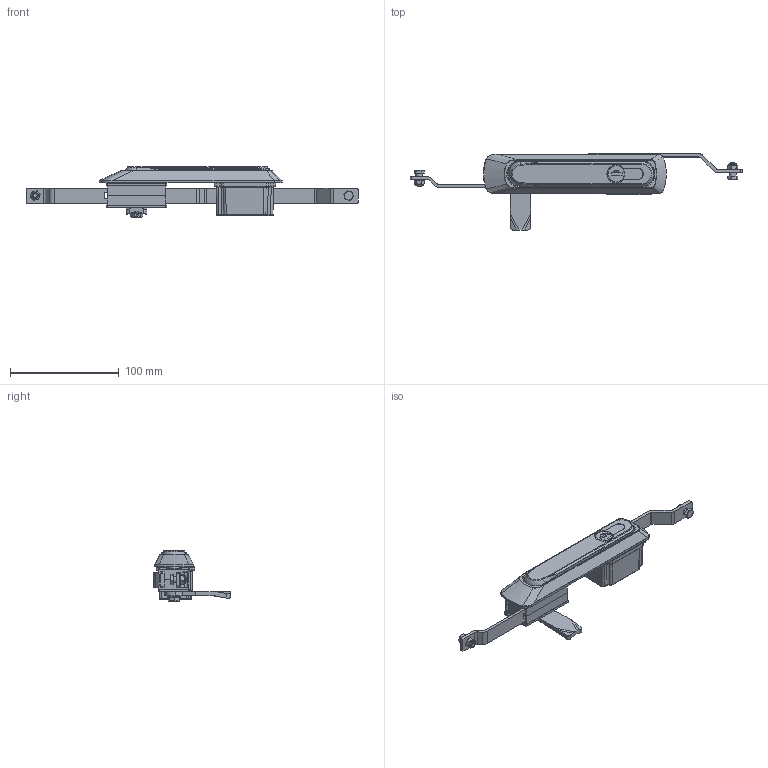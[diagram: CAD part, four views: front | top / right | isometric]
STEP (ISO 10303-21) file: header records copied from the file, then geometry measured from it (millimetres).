
FILE_DESCRIPTION(('STEP AP203'),'1');
FILE_NAME('502.12.12.32.40.step','2018-07-19T11:16:04',(' '),(' '),'Spatial InterOp 3D',' ',' ');
FILE_SCHEMA(('CONFIG_CONTROL_DESIGN'));
Length unit declared in the file: millimetre
Products named in the file (23): 1; 2; 3; 4; 5; 6; 7; 8; 9; 10; 11; 12; 13; 14; 15; 16; 17; 18; 19; 20; 21; 22; 23
Bounding box: 305 x 69.9 x 46.1 mm (x, y, z)
Volume: 107999.6 mm3; surface area: 92692 mm2
Topology: 23 solids, 23 shells, 1880 faces, 4892 edges, 3058 vertices
Faces by surface type: plane 872, cylinder 537, bspline 168, torus 114, cone 84, extrusion 60, sphere 45
Full cylindrical faces by diameter (mm): 3.3 x5, 4 x5, 4.2 x5, 5 x6, 5.2 x1, 5.3 x6, 6 x2, 6.3 x1, 7 x2, 7.4 x2, 7.5 x2, 7.6 x2, 8 x2, 10 x6, 10.4 x4, 12 x1, 12.2 x1, 12.5 x1, 13.85 x2, 14.2 x2, 15 x1, 15.1 x1, 15.6 x1, 15.7 x1, 15.8 x1, 16 x1, 16.1 x2
Entity records: 76062 total; most frequent: CARTESIAN_POINT 30349, ORIENTED_EDGE 9412, DIRECTION 9180, EDGE_CURVE 4706, AXIS2_PLACEMENT_3D 3357, VERTEX_POINT 3016, VECTOR 2466, LINE 2406
